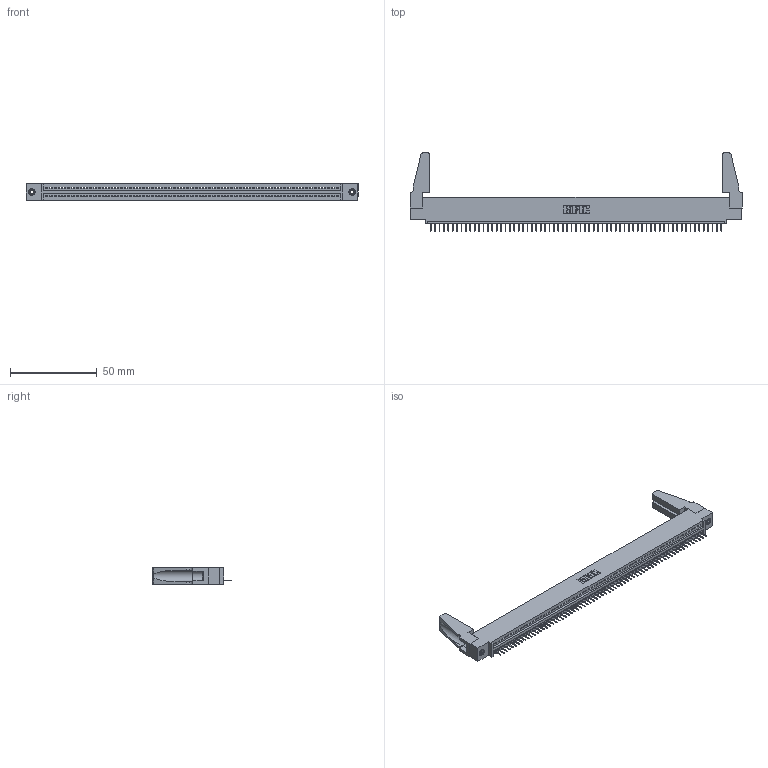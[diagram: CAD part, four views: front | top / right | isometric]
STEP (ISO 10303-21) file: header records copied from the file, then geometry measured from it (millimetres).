
FILE_DESCRIPTION (( 'STEP AP203' ), '1' );
FILE_NAME ('345-067-524-488.STEP', '2019-10-12T01:24:32', ( '' ), ( '' ), 'SwSTEP 2.0', 'SolidWorks 2016', '' );
FILE_SCHEMA (( 'CONFIG_CONTROL_DESIGN' ));
Length unit declared in the file: inch
Products named in the file (5): 345-292-001_345-293-124; 345 Part_0.110 Offset - 0.156 Dia-TH; 345-220-078_345-220-088; 345-250-001_345-250-001-102; 345-067-524-488
Assembly tree (72 placements, depth 2):
  345-067-524-488
    345 Part_0.110 Offset - 0.156 Dia-TH
    345-292-001_345-293-124  x67
    345-250-001_345-250-001-102  x2
    345-220-078_345-220-088  x2
Bounding box: 191.41 x 45.01 x 9.4 mm (x, y, z)
Volume: 21300 mm3; surface area: 26688.2 mm2
Topology: 72 solids, 72 shells, 4408 faces, 12727 edges, 8206 vertices
Faces by surface type: plane 3238, cylinder 1154, cone 12, torus 4
Entity records: 49414 total; most frequent: CARTESIAN_POINT 8547, ORIENTED_EDGE 8508, DIRECTION 7436, EDGE_CURVE 4254, VECTOR 3816, LINE 3816, VERTEX_POINT 2826, AXIS2_PLACEMENT_3D 1810
